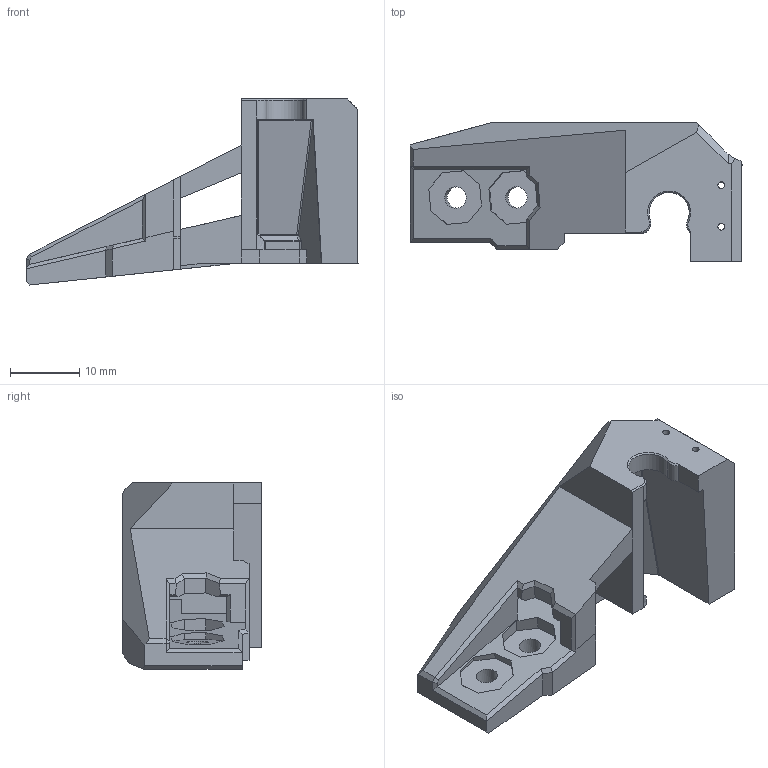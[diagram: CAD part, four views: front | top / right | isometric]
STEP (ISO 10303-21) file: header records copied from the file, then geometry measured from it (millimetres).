
FILE_DESCRIPTION(/* description */ (''),/* implementation_level */ '2;1');
FILE_NAME(/* name */ 'CanBus connector holder for v2 - Thinner.step',/* time_stamp */ '2023-12-06T23:20:39+01:00',/* author */ (''),/* organization */ (''),/* preprocessor_version */ 'ST-DEVELOPER v20',/* originating_system */ 'Autodesk Translation Framework v12.14.0.127',/* authorisation */ '');
FILE_SCHEMA (('AUTOMOTIVE_DESIGN { 1 0 10303 214 3 1 1 }'));
Length unit declared in the file: millimetre
Products named in the file (2): Thinner; UPPER
Assembly tree (1 placements, depth 2):
  Thinner
    UPPER
Bounding box: 48 x 20.09 x 26.9 mm (x, y, z)
Volume: 7465 mm3; surface area: 4723.3 mm2
Topology: 1 solids, 1 shells, 138 faces, 386 edges, 246 vertices
Faces by surface type: plane 100, cylinder 21, bspline 10, sphere 3, cone 2, torus 2
Full cylindrical faces by diameter (mm): 1 x2, 3.1 x2
Entity records: 4722 total; most frequent: CARTESIAN_POINT 1138, ORIENTED_EDGE 768, DIRECTION 679, EDGE_CURVE 384, LINE 299, VECTOR 299, VERTEX_POINT 246, AXIS2_PLACEMENT_3D 190
